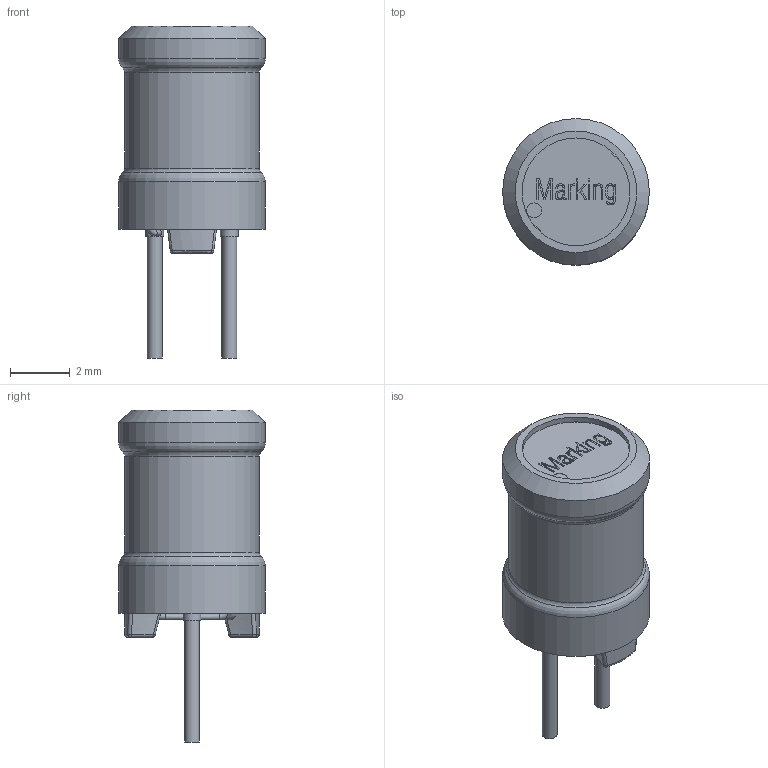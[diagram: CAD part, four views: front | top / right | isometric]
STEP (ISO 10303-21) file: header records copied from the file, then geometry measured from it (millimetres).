
FILE_DESCRIPTION(/* description */ ('Unknown'),/* implementation_level */ '2;1');
FILE_NAME(/* name */ 'L_Wurth_WE-TI_5075',/* time_stamp */ '2022-04-19T09:05:33+08:00',/* author */ ('Unknown'),/* organization */ ('Unknown'),/* preprocessor_version */ 'ST-DEVELOPER v16.7',/* originating_system */ 'Solid Edge',/* authorisation */ 'Unknown');
FILE_SCHEMA (('AUTOMOTIVE_DESIGN {1 0 10303 214 3 1 1}'));
Length unit declared in the file: millimetre
Products named in the file (2): L_Wurth_WE-TI_5075
Assembly tree (1 placements, depth 2):
  L_Wurth_WE-TI_5075
    L_Wurth_WE-TI_5075
Bounding box: 4.9 x 4.9 x 11.1 mm (x, y, z)
Volume: 87 mm3; surface area: 458.1 mm2
Topology: 1 solids, 1 shells, 214 faces, 535 edges, 329 vertices
Faces by surface type: plane 93, cylinder 62, bspline 24, torus 24, sphere 8, cone 3
Full cylindrical faces by diameter (mm): 0.2 x6, 0.5 x3, 0.6 x2, 2.2 x1, 3.6 x1, 4.1 x1, 4.5 x1, 4.9 x2
Entity records: 11106 total; most frequent: CARTESIAN_POINT 4926, ORIENTED_EDGE 960, DIRECTION 862, EDGE_CURVE 480, VERTEX_POINT 322, AXIS2_PLACEMENT_3D 310, EDGE_LOOP 278, FACE_BOUND 278
